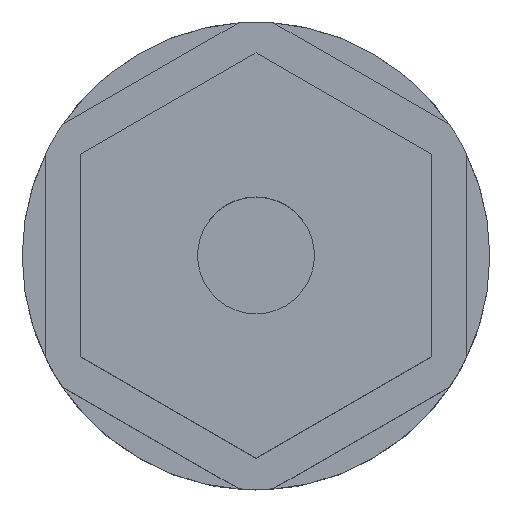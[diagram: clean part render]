
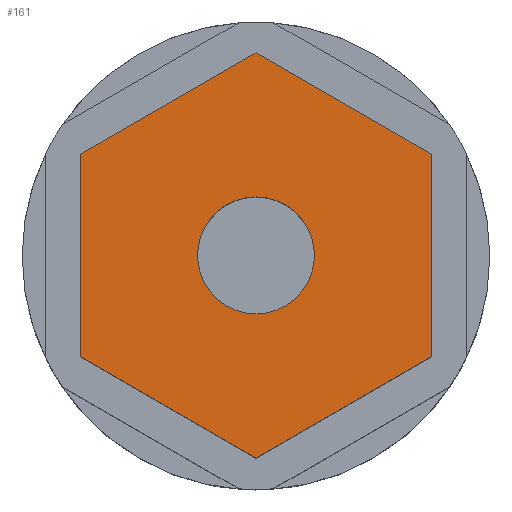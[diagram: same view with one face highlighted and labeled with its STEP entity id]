
A CAD part, top view. The second image highlights one B-rep face of the part: STEP entity #161.
In plain terms, the highlighted planar face has unit normal (0, 0, 1).
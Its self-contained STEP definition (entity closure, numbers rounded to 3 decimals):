
#22 = EDGE_LOOP ( 'NONE', ( #470, #1220, #469, #84, #219, #1562 ) ) ;
#59 = CARTESIAN_POINT ( 'NONE',  ( -15., 8.66, 0. ) ) ;
#80 = CARTESIAN_POINT ( 'NONE',  ( 0., 17.321, 0. ) ) ;
#84 = ORIENTED_EDGE ( 'NONE', *, *, #1041, .T. ) ;
#88 = VECTOR ( 'NONE', #799, 1000. ) ;
#90 = ORIENTED_EDGE ( 'NONE', *, *, #182, .F. ) ;
#159 = CARTESIAN_POINT ( 'NONE',  ( 0., 0., 0. ) ) ;
#161 = ADVANCED_FACE ( 'NONE', ( #594, #375 ), #360, .T. ) ;
#162 = LINE ( 'NONE', #324, #88 ) ;
#182 = EDGE_CURVE ( 'NONE', #703, #1116, #1000, .T. ) ;
#201 = CARTESIAN_POINT ( 'NONE',  ( 0., 0., 0. ) ) ;
#206 = CARTESIAN_POINT ( 'NONE',  ( 15., -8.66, 0. ) ) ;
#218 = VECTOR ( 'NONE', #441, 1000. ) ;
#219 = ORIENTED_EDGE ( 'NONE', *, *, #1125, .F. ) ;
#247 = CARTESIAN_POINT ( 'NONE',  ( 15., 8.66, 0. ) ) ;
#263 = CARTESIAN_POINT ( 'NONE',  ( -15., -8.66, 0. ) ) ;
#267 = ORIENTED_EDGE ( 'NONE', *, *, #589, .F. ) ;
#317 = AXIS2_PLACEMENT_3D ( 'NONE', #159, #1042, #1021 ) ;
#319 = VERTEX_POINT ( 'NONE', #1224 ) ;
#324 = CARTESIAN_POINT ( 'NONE',  ( 0., 17.321, 0. ) ) ;
#325 = VERTEX_POINT ( 'NONE', #508 ) ;
#353 = DIRECTION ( 'NONE',  ( -0.866, 0.5, 0. ) ) ;
#360 = PLANE ( 'NONE',  #791 ) ;
#375 = FACE_OUTER_BOUND ( 'NONE', #22, .T. ) ;
#396 = VERTEX_POINT ( 'NONE', #263 ) ;
#406 = VECTOR ( 'NONE', #353, 1000. ) ;
#419 = VERTEX_POINT ( 'NONE', #993 ) ;
#423 = AXIS2_PLACEMENT_3D ( 'NONE', #201, #796, #1546 ) ;
#426 = VECTOR ( 'NONE', #1183, 1000. ) ;
#441 = DIRECTION ( 'NONE',  ( 0.866, 0.5, 0. ) ) ;
#444 = LINE ( 'NONE', #678, #502 ) ;
#469 = ORIENTED_EDGE ( 'NONE', *, *, #1082, .F. ) ;
#470 = ORIENTED_EDGE ( 'NONE', *, *, #1345, .T. ) ;
#476 = DIRECTION ( 'NONE',  ( 1., 0., 0. ) ) ;
#502 = VECTOR ( 'NONE', #920, 1000. ) ;
#508 = CARTESIAN_POINT ( 'NONE',  ( 0., -17.321, 0. ) ) ;
#562 = CARTESIAN_POINT ( 'NONE',  ( 0., -17.321, 0. ) ) ;
#589 = EDGE_CURVE ( 'NONE', #1116, #703, #1208, .T. ) ;
#594 = FACE_BOUND ( 'NONE', #1497, .T. ) ;
#598 = VERTEX_POINT ( 'NONE', #80 ) ;
#653 = CARTESIAN_POINT ( 'NONE',  ( -5., 0., 0. ) ) ;
#678 = CARTESIAN_POINT ( 'NONE',  ( 0., 17.321, 0. ) ) ;
#703 = VERTEX_POINT ( 'NONE', #653 ) ;
#776 = LINE ( 'NONE', #562, #218 ) ;
#791 = AXIS2_PLACEMENT_3D ( 'NONE', #1071, #1556, #476 ) ;
#796 = DIRECTION ( 'NONE',  ( 0., 0., 1. ) ) ;
#799 = DIRECTION ( 'NONE',  ( -0.866, -0.5, 0. ) ) ;
#920 = DIRECTION ( 'NONE',  ( 0.866, -0.5, 0. ) ) ;
#936 = LINE ( 'NONE', #1424, #406 ) ;
#965 = LINE ( 'NONE', #247, #426 ) ;
#991 = VERTEX_POINT ( 'NONE', #206 ) ;
#993 = CARTESIAN_POINT ( 'NONE',  ( -15., 8.66, 0. ) ) ;
#1000 = CIRCLE ( 'NONE', #317, 5. ) ;
#1021 = DIRECTION ( 'NONE',  ( 1., 0., 0. ) ) ;
#1041 = EDGE_CURVE ( 'NONE', #325, #991, #776, .T. ) ;
#1042 = DIRECTION ( 'NONE',  ( 0., 0., 1. ) ) ;
#1071 = CARTESIAN_POINT ( 'NONE',  ( -15., 8.66, 0. ) ) ;
#1082 = EDGE_CURVE ( 'NONE', #325, #396, #936, .T. ) ;
#1086 = CARTESIAN_POINT ( 'NONE',  ( 5., 0., 0. ) ) ;
#1116 = VERTEX_POINT ( 'NONE', #1086 ) ;
#1125 = EDGE_CURVE ( 'NONE', #319, #991, #965, .T. ) ;
#1160 = VECTOR ( 'NONE', #1510, 1000. ) ;
#1170 = LINE ( 'NONE', #59, #1160 ) ;
#1183 = DIRECTION ( 'NONE',  ( 0., -1., 0. ) ) ;
#1208 = CIRCLE ( 'NONE', #423, 5. ) ;
#1220 = ORIENTED_EDGE ( 'NONE', *, *, #1468, .T. ) ;
#1224 = CARTESIAN_POINT ( 'NONE',  ( 15., 8.66, 0. ) ) ;
#1345 = EDGE_CURVE ( 'NONE', #598, #419, #162, .T. ) ;
#1424 = CARTESIAN_POINT ( 'NONE',  ( 0., -17.321, 0. ) ) ;
#1468 = EDGE_CURVE ( 'NONE', #419, #396, #1170, .T. ) ;
#1497 = EDGE_LOOP ( 'NONE', ( #267, #90 ) ) ;
#1510 = DIRECTION ( 'NONE',  ( 0., -1., 0. ) ) ;
#1546 = DIRECTION ( 'NONE',  ( 1., 0., 0. ) ) ;
#1547 = EDGE_CURVE ( 'NONE', #598, #319, #444, .T. ) ;
#1556 = DIRECTION ( 'NONE',  ( 0., 0., 1. ) ) ;
#1562 = ORIENTED_EDGE ( 'NONE', *, *, #1547, .F. ) ;
